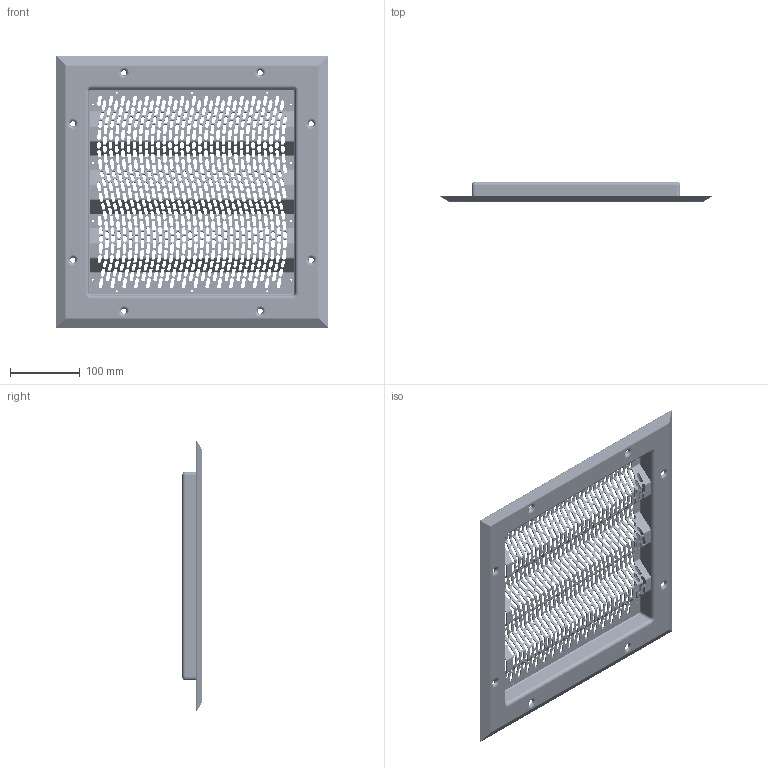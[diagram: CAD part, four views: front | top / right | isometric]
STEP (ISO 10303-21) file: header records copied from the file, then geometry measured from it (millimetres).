
FILE_DESCRIPTION(('STEP AP214'), '1');
FILE_NAME('P05-15 Âîäîçàáîð 60 ì3 ëèöåâàÿ', '2024-12-06T10:14:47', ('Runwill'), (''), 'C3D Converter', 'C3D Toolkit', '');
FILE_SCHEMA(('AUTOMOTIVE_DESIGN { 1 0 10303 214 3 1 1}'));
Length unit declared in the file: millimetre
Assembly tree (2 placements, depth 2):
  (unnamed)
    (unnamed)
    (unnamed)
Bounding box: 390.02 x 28.5 x 390.02 mm (x, y, z)
Volume: 250167.5 mm3; surface area: 373749.9 mm2
Topology: 2 solids, 2 shells, 4682 faces, 13400 edges, 7964 vertices
Faces by surface type: cylinder 2031, plane 1716, bspline 903, torus 24, sphere 8
Full cylindrical faces by diameter (mm): 3.2 x28
Entity records: 196426 total; most frequent: CARTESIAN_POINT 77727, ORIENTED_EDGE 26696, DIRECTION 21972, EDGE_CURVE 13348, LINE 8644, VECTOR 8644, VERTEX_POINT 7964, AXIS2_PLACEMENT_3D 6664
